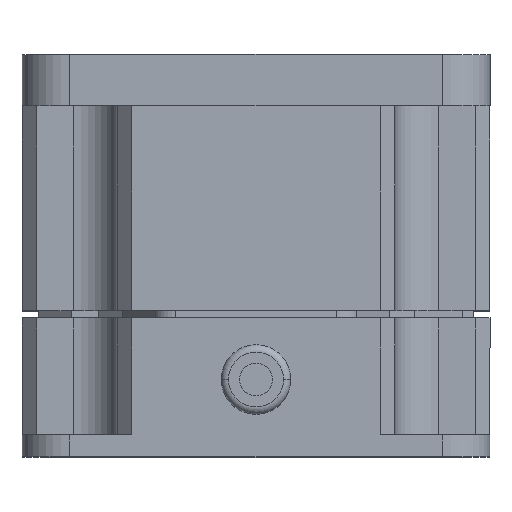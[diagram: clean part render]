
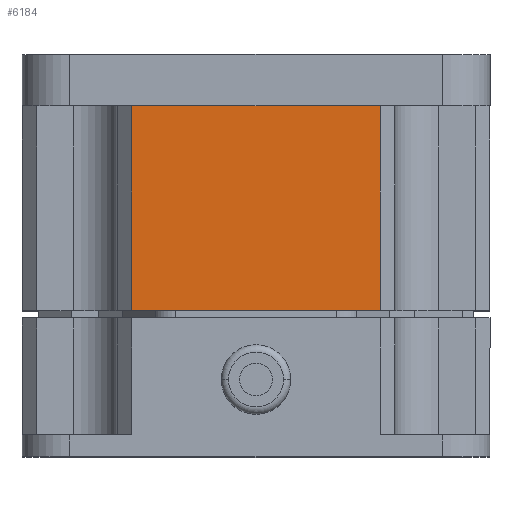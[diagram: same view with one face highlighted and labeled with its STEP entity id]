
A CAD part, top view. The second image highlights one B-rep face of the part: STEP entity #6184.
In plain terms, the highlighted planar face has unit normal (0, 0, 1).
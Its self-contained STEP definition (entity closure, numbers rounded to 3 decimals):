
#707 = VERTEX_POINT ( 'NONE', #5995 ) ;
#741 = EDGE_CURVE ( 'NONE', #707, #7982, #2001, .T. ) ;
#924 = LINE ( 'NONE', #2505, #4612 ) ;
#1103 = DIRECTION ( 'NONE',  ( 0., -1., 0. ) ) ;
#1436 = LINE ( 'NONE', #8761, #4780 ) ;
#1501 = VERTEX_POINT ( 'NONE', #1812 ) ;
#1642 = DIRECTION ( 'NONE',  ( 0., -1., 0. ) ) ;
#1645 = ORIENTED_EDGE ( 'NONE', *, *, #741, .T. ) ;
#1812 = CARTESIAN_POINT ( 'NONE',  ( 17., 48., 32. ) ) ;
#2001 = LINE ( 'NONE', #5207, #2945 ) ;
#2493 = ORIENTED_EDGE ( 'NONE', *, *, #7523, .F. ) ;
#2505 = CARTESIAN_POINT ( 'NONE',  ( 25.5, 48., 32. ) ) ;
#2561 = EDGE_CURVE ( 'NONE', #707, #1501, #924, .T. ) ;
#2853 = VECTOR ( 'NONE', #1642, 1000. ) ;
#2945 = VECTOR ( 'NONE', #1103, 1000. ) ;
#2951 = EDGE_CURVE ( 'NONE', #7982, #6157, #1436, .T. ) ;
#3892 = CARTESIAN_POINT ( 'NONE',  ( -17., 500000., 32. ) ) ;
#4577 = FACE_OUTER_BOUND ( 'NONE', #4640, .T. ) ;
#4612 = VECTOR ( 'NONE', #8087, 1000. ) ;
#4640 = EDGE_LOOP ( 'NONE', ( #5658, #1645, #7320, #2493 ) ) ;
#4777 = DIRECTION ( 'NONE',  ( -1., 0., 0. ) ) ;
#4780 = VECTOR ( 'NONE', #4905, 1000. ) ;
#4905 = DIRECTION ( 'NONE',  ( 1., 0., 0. ) ) ;
#5207 = CARTESIAN_POINT ( 'NONE',  ( -17., 500000., 32. ) ) ;
#5658 = ORIENTED_EDGE ( 'NONE', *, *, #2561, .F. ) ;
#5995 = CARTESIAN_POINT ( 'NONE',  ( -17., 48., 32. ) ) ;
#6157 = VERTEX_POINT ( 'NONE', #6907 ) ;
#6184 = ADVANCED_FACE ( 'NONE', ( #4577 ), #7803, .F. ) ;
#6438 = LINE ( 'NONE', #8971, #2853 ) ;
#6907 = CARTESIAN_POINT ( 'NONE',  ( 17., 20., 32. ) ) ;
#7320 = ORIENTED_EDGE ( 'NONE', *, *, #2951, .T. ) ;
#7523 = EDGE_CURVE ( 'NONE', #1501, #6157, #6438, .T. ) ;
#7803 = PLANE ( 'NONE',  #7883 ) ;
#7883 = AXIS2_PLACEMENT_3D ( 'NONE', #3892, #7902, #4777 ) ;
#7902 = DIRECTION ( 'NONE',  ( 0., 0., -1. ) ) ;
#7982 = VERTEX_POINT ( 'NONE', #9746 ) ;
#8087 = DIRECTION ( 'NONE',  ( 1., 0., 0. ) ) ;
#8761 = CARTESIAN_POINT ( 'NONE',  ( -17., 20., 32. ) ) ;
#8971 = CARTESIAN_POINT ( 'NONE',  ( 17., 500000., 32. ) ) ;
#9746 = CARTESIAN_POINT ( 'NONE',  ( -17., 20., 32. ) ) ;
